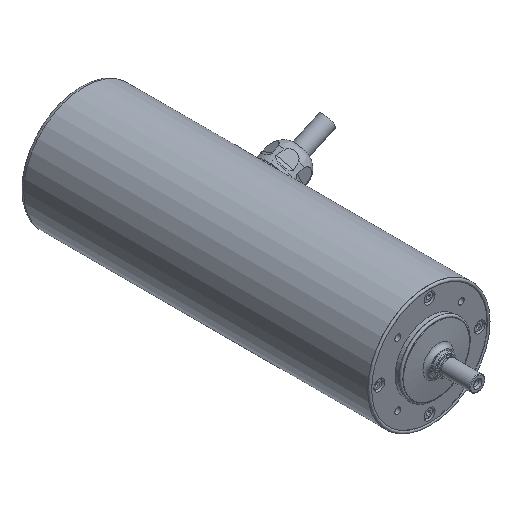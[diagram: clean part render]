
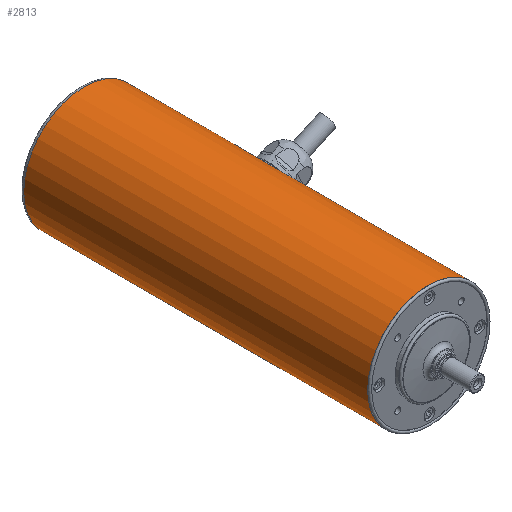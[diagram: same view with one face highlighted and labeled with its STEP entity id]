
A CAD part, isometric view. The second image highlights one B-rep face of the part: STEP entity #2813.
In plain terms, the highlighted cylindrical face has radius 44 mm (diameter 88 mm), a full revolution.
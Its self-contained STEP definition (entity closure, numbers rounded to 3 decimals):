
#1397=ELLIPSE('',#14111,128.647,44.);
#1398=ELLIPSE('',#14115,128.647,44.);
#1399=ELLIPSE('',#14117,128.647,44.);
#1400=ELLIPSE('',#14120,128.647,44.);
#1485=LINE('',#19672,#1755);
#1486=LINE('',#19674,#1756);
#1489=LINE('',#19685,#1759);
#1490=LINE('',#19687,#1760);
#1755=VECTOR('',#15954,1.);
#1756=VECTOR('',#15955,1.);
#1759=VECTOR('',#15968,1.);
#1760=VECTOR('',#15969,1.);
#2813=ADVANCED_FACE('',(#4162,#4163,#4164,#4165),#3760,.T.);
#3760=CYLINDRICAL_SURFACE('',#14131,44.);
#4162=FACE_BOUND('',#5702,.T.);
#4163=FACE_BOUND('',#5703,.T.);
#4164=FACE_BOUND('',#5704,.T.);
#4165=FACE_BOUND('',#5705,.T.);
#5702=EDGE_LOOP('',(#7588,#7589,#7590,#7591));
#5703=EDGE_LOOP('',(#7592,#7593,#7594,#7595));
#5704=EDGE_LOOP('',(#7596));
#5705=EDGE_LOOP('',(#7597));
#7588=ORIENTED_EDGE('',*,*,#11832,.F.);
#7589=ORIENTED_EDGE('',*,*,#11830,.F.);
#7590=ORIENTED_EDGE('',*,*,#11828,.F.);
#7591=ORIENTED_EDGE('',*,*,#11829,.F.);
#7592=ORIENTED_EDGE('',*,*,#11826,.F.);
#7593=ORIENTED_EDGE('',*,*,#11824,.F.);
#7594=ORIENTED_EDGE('',*,*,#11821,.F.);
#7595=ORIENTED_EDGE('',*,*,#11823,.F.);
#7596=ORIENTED_EDGE('',*,*,#11819,.T.);
#7597=ORIENTED_EDGE('',*,*,#11837,.T.);
#10534=VERTEX_POINT('',#19663);
#10535=VERTEX_POINT('',#19666);
#10536=VERTEX_POINT('',#19667);
#10538=VERTEX_POINT('',#19673);
#10539=VERTEX_POINT('',#19675);
#10540=VERTEX_POINT('',#19681);
#10541=VERTEX_POINT('',#19682);
#10542=VERTEX_POINT('',#19686);
#10543=VERTEX_POINT('',#19688);
#10548=VERTEX_POINT('',#19706);
#11819=EDGE_CURVE('',#10534,#10534,#13285,.T.);
#11821=EDGE_CURVE('',#10535,#10536,#1397,.T.);
#11823=EDGE_CURVE('',#10538,#10535,#1485,.T.);
#11824=EDGE_CURVE('',#10536,#10539,#1486,.T.);
#11826=EDGE_CURVE('',#10539,#10538,#1398,.T.);
#11828=EDGE_CURVE('',#10540,#10541,#1399,.T.);
#11829=EDGE_CURVE('',#10542,#10540,#1489,.T.);
#11830=EDGE_CURVE('',#10541,#10543,#1490,.T.);
#11832=EDGE_CURVE('',#10543,#10542,#1400,.T.);
#11837=EDGE_CURVE('',#10548,#10548,#13291,.T.);
#13285=CIRCLE('',#14109,44.);
#13291=CIRCLE('',#14130,44.);
#14109=AXIS2_PLACEMENT_3D('',#19662,#15943,#15944);
#14111=AXIS2_PLACEMENT_3D('',#19668,#15948,#15949);
#14115=AXIS2_PLACEMENT_3D('',#19678,#15959,#15960);
#14117=AXIS2_PLACEMENT_3D('',#19683,#15964,#15965);
#14120=AXIS2_PLACEMENT_3D('',#19691,#15973,#15974);
#14130=AXIS2_PLACEMENT_3D('',#19705,#15993,#15994);
#14131=AXIS2_PLACEMENT_3D('',#19707,#15995,#15996);
#15943=DIRECTION('',(0.,-1.,0.));
#15944=DIRECTION('',(0.,0.,1.));
#15948=DIRECTION('',(0.852,0.342,0.397));
#15949=DIRECTION('',(-0.31,0.94,-0.145));
#15954=DIRECTION('',(0.,-1.,0.));
#15955=DIRECTION('',(0.,1.,0.));
#15959=DIRECTION('',(0.852,-0.342,0.397));
#15960=DIRECTION('',(0.31,0.94,0.145));
#15964=DIRECTION('',(0.852,0.342,-0.397));
#15965=DIRECTION('',(-0.31,0.94,0.145));
#15968=DIRECTION('',(0.,-1.,0.));
#15969=DIRECTION('',(0.,1.,0.));
#15973=DIRECTION('',(0.852,-0.342,-0.397));
#15974=DIRECTION('',(0.31,0.94,-0.145));
#15993=DIRECTION('',(0.,1.,0.));
#15994=DIRECTION('',(0.,0.,1.));
#15995=DIRECTION('',(0.,1.,0.));
#15996=DIRECTION('',(0.,0.,1.));
#19662=CARTESIAN_POINT('',(0.,250.608,0.));
#19663=CARTESIAN_POINT('',(0.,250.608,44.));
#19666=CARTESIAN_POINT('',(29.06,132.,33.038));
#19667=CARTESIAN_POINT('',(43.988,132.,1.025));
#19668=CARTESIAN_POINT('',(0.,242.723,0.));
#19672=CARTESIAN_POINT('',(29.06,0.,33.038));
#19673=CARTESIAN_POINT('',(29.06,168.,33.038));
#19674=CARTESIAN_POINT('',(43.988,0.,1.025));
#19675=CARTESIAN_POINT('',(43.988,168.,1.025));
#19678=CARTESIAN_POINT('',(0.,57.277,0.));
#19681=CARTESIAN_POINT('',(43.988,132.,-1.025));
#19682=CARTESIAN_POINT('',(29.06,132.,-33.038));
#19683=CARTESIAN_POINT('',(0.,242.723,0.));
#19685=CARTESIAN_POINT('',(43.988,0.,-1.025));
#19686=CARTESIAN_POINT('',(43.988,168.,-1.025));
#19687=CARTESIAN_POINT('',(29.06,0.,-33.038));
#19688=CARTESIAN_POINT('',(29.06,168.,-33.038));
#19691=CARTESIAN_POINT('',(0.,57.277,0.));
#19705=CARTESIAN_POINT('',(0.,0.914,0.));
#19706=CARTESIAN_POINT('',(0.,0.914,44.));
#19707=CARTESIAN_POINT('',(0.,0.,0.));
